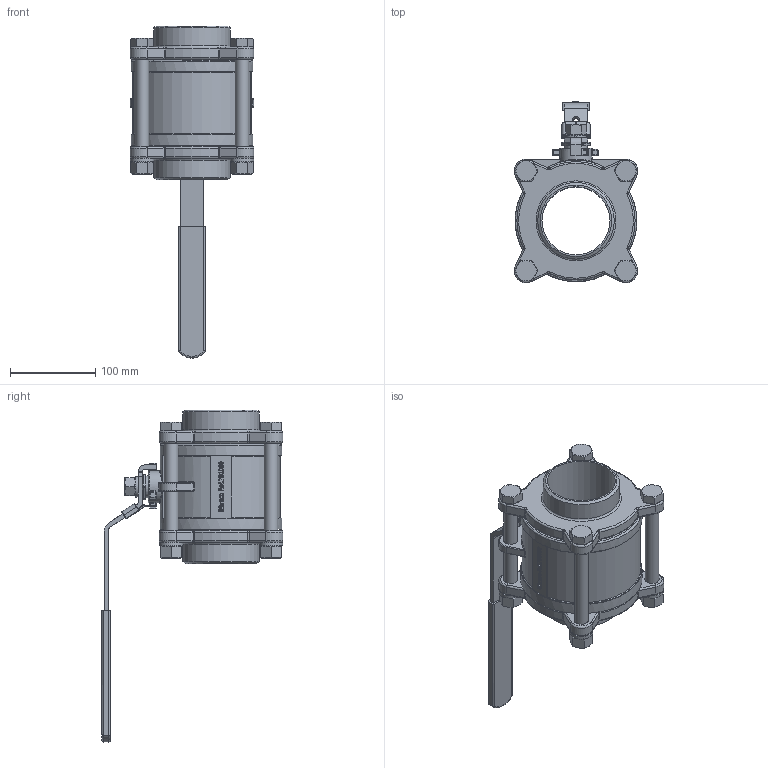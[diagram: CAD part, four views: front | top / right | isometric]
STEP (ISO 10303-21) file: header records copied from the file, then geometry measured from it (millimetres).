
FILE_DESCRIPTION(/* description */ ('791080'),/* implementation_level */ '2;1');
FILE_NAME(/* name */ '791080.stp',/* time_stamp */ '2014-11-17T09:34:26+01:00',/* author */ ('JM'),/* organization */ ('Sferaco'),/* preprocessor_version */ 'ST-DEVELOPER v15.6',/* originating_system */ 'Autodesk Inventor 2015',/* authorisation */ '');
FILE_SCHEMA (('AUTOMOTIVE_DESIGN { 1 0 10303 214 3 1 1 }'));
Products named in the file (1): 791080_bd
Bounding box: 145.32 x 213.64 x 390.28 mm (x, y, z)
Volume: 1773361.9 mm3; surface area: 241234.5 mm2
Topology: 1 solids, 4 shells, 1508 faces, 3877 edges, 2449 vertices
Faces by surface type: plane 630, bspline 455, cylinder 233, torus 121, cone 51, sphere 18
Full cylindrical faces by diameter (mm): 7.6 x1, 16 x4, 17 x10, 24 x4, 24.376 x1, 26 x1, 38 x1, 80 x1, 90 x2, 143 x2
Entity records: 51050 total; most frequent: CARTESIAN_POINT 16349, ORIENTED_EDGE 7556, DIRECTION 5578, EDGE_CURVE 3778, VERTEX_POINT 2416, LINE 1934, VECTOR 1934, AXIS2_PLACEMENT_3D 1822
